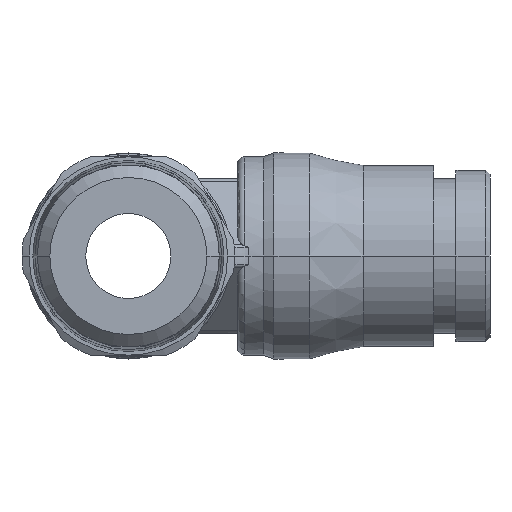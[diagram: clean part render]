
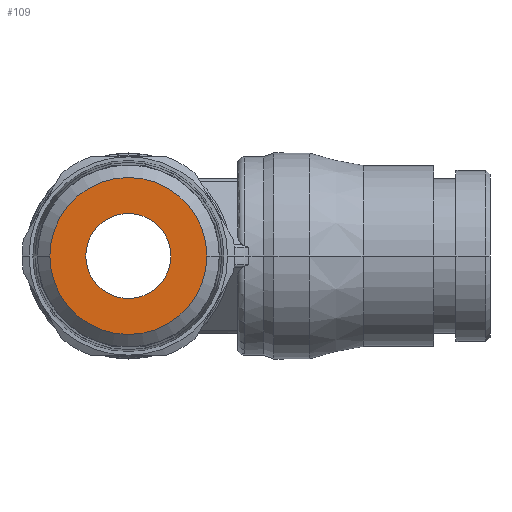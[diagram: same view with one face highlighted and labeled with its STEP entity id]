
A CAD part, left-side view. The second image highlights one B-rep face of the part: STEP entity #109.
In plain terms, the highlighted planar face has unit normal (-1, 0, 0).
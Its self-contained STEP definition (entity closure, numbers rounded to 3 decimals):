
#109=ADVANCED_FACE('',(#349,#350),#351,.T.);
#349=FACE_BOUND('',#705,.T.);
#350=FACE_OUTER_BOUND('',#706,.T.);
#351=PLANE('',#707);
#705=EDGE_LOOP('',(#1414,#1415));
#706=EDGE_LOOP('',(#1416,#1417));
#707=AXIS2_PLACEMENT_3D('',#1418,#1419,#1420);
#1414=ORIENTED_EDGE('',*,*,#2493,.T.);
#1415=ORIENTED_EDGE('',*,*,#2474,.T.);
#1416=ORIENTED_EDGE('',*,*,#2456,.F.);
#1417=ORIENTED_EDGE('',*,*,#2501,.F.);
#1418=CARTESIAN_POINT('',(-62.96,-2.767,0.0));
#1419=DIRECTION('',(-1.0,0.,-0.0));
#1420=DIRECTION('',(0.,1.0,0.0));
#2456=EDGE_CURVE('',#3014,#3017,#3018,.T.);
#2474=EDGE_CURVE('',#3044,#3048,#3050,.T.);
#2493=EDGE_CURVE('',#3048,#3044,#3080,.T.);
#2501=EDGE_CURVE('',#3017,#3014,#3090,.T.);
#3014=VERTEX_POINT('',#5410);
#3017=VERTEX_POINT('',#5414);
#3018=CIRCLE('',#5415,5.535);
#3044=VERTEX_POINT('',#5448);
#3048=VERTEX_POINT('',#5453);
#3050=CIRCLE('',#5456,3.0);
#3080=CIRCLE('',#5492,3.0);
#3090=CIRCLE('',#5502,5.535);
#5410=CARTESIAN_POINT('',(-62.96,-5.535,0.0));
#5414=CARTESIAN_POINT('',(-62.96,5.535,0.));
#5415=AXIS2_PLACEMENT_3D('',#9091,#9092,#9093);
#5448=CARTESIAN_POINT('',(-62.96,0.,-3.0));
#5453=CARTESIAN_POINT('',(-62.96,0.,3.0));
#5456=AXIS2_PLACEMENT_3D('',#9127,#9128,#9129);
#5492=AXIS2_PLACEMENT_3D('',#9172,#9173,#9174);
#5502=AXIS2_PLACEMENT_3D('',#9196,#9197,#9198);
#9091=CARTESIAN_POINT('',(-62.96,0.0,0.0));
#9092=DIRECTION('',(1.0,0.,0.0));
#9093=DIRECTION('',(0.,-1.0,0.0));
#9127=CARTESIAN_POINT('',(-62.96,0.0,0.0));
#9128=DIRECTION('',(1.0,0.,0.0));
#9129=DIRECTION('',(0.0,0.0,-1.0));
#9172=CARTESIAN_POINT('',(-62.96,0.0,0.0));
#9173=DIRECTION('',(1.0,0.,0.0));
#9174=DIRECTION('',(0.0,0.0,-1.0));
#9196=CARTESIAN_POINT('',(-62.96,0.0,0.0));
#9197=DIRECTION('',(1.0,0.,0.0));
#9198=DIRECTION('',(0.,-1.0,0.0));
